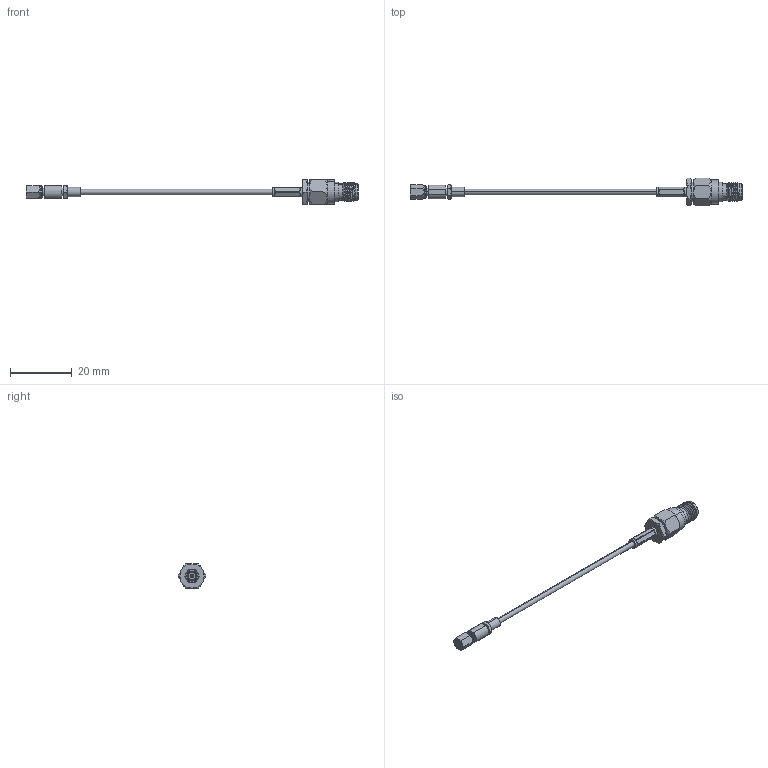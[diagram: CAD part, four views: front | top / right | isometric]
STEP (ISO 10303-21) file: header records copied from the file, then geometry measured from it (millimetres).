
FILE_DESCRIPTION (( 'STEP AP214' ), '1' );
FILE_NAME ('PE3C4393.step', '2020-04-20T19:36:49', ( '' ), ( '' ), 'SwSTEP 2.0', 'SolidWorks 2018', '' );
FILE_SCHEMA (( 'AUTOMOTIVE_DESIGN' ));
Length unit declared in the file: millimetre
Products named in the file (4): PE45367___; RG178BU_3"; PE3C4393; PE4325
Assembly tree (3 placements, depth 2):
  PE3C4393
    RG178BU_3"
    PE45367___
    PE4325
Bounding box: 107.46 x 9.02 x 7.81 mm (x, y, z)
Volume: 1059.1 mm3; surface area: 1781.4 mm2
Topology: 4 solids, 4 shells, 4248 faces, 8659 edges, 4449 vertices
Faces by surface type: bspline 3206, cylinder 853, plane 118, cone 71
Entity records: 347458 total; most frequent: CARTESIAN_POINT 285712, ORIENTED_EDGE 17318, EDGE_CURVE 8659, VERTEX_POINT 4449, EDGE_LOOP 4282, ADVANCED_FACE 4248, FACE_OUTER_BOUND 4248, B_SPLINE_CURVE_WITH_KNOTS 3522
